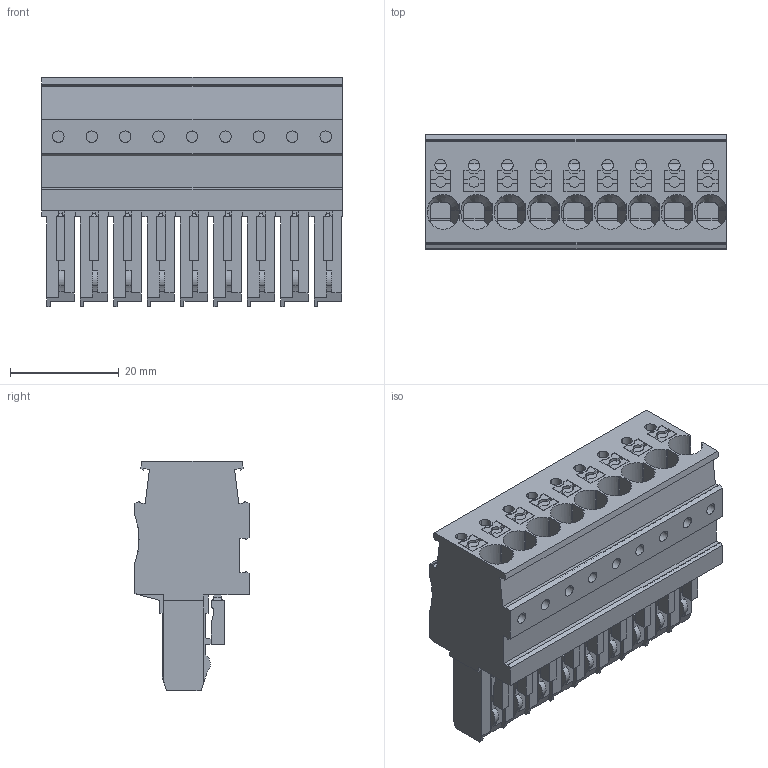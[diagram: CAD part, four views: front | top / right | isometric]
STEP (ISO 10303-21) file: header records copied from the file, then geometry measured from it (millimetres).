
FILE_DESCRIPTION(('Creo Elements/Direct Modeling STEP Export'),'2;1');
FILE_NAME('model.stp','2018-01-19T 2:44:28',(''),(''),'Creo Elements/Direct Modeling STEP processor for AP214 (Solid Model)','Creo Elements/Direct Modeling 18.1I 14-Aug-2016 (C) Parametric Technology GmbH','');
FILE_SCHEMA(('AUTOMOTIVE_DESIGN { 1 0 10303 214 1 1 1 1 }'));
Products named in the file (2): PP_H_4_9-select
Assembly tree (1 placements, depth 2):
  PP_H_4_9-select
    PP_H_4_9-select
Bounding box: 55.35 x 21 x 42.17 mm (x, y, z)
Volume: 27363.4 mm3; surface area: 16609.8 mm2
Topology: 1 solids, 1 shells, 1326 faces, 3752 edges, 2481 vertices
Faces by surface type: plane 1037, cylinder 244, torus 18, extrusion 18, cone 9
Entity records: 61801 total; most frequent: CARTESIAN_POINT 16739, ORIENTED_EDGE 7504, DIRECTION 6636, EDGE_CURVE 3752, VECTOR 3002, LINE 2984, VERTEX_POINT 2481, AXIS2_PLACEMENT_3D 1817
